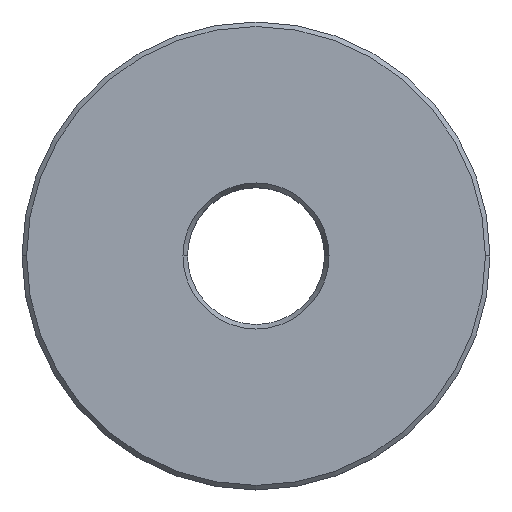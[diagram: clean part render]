
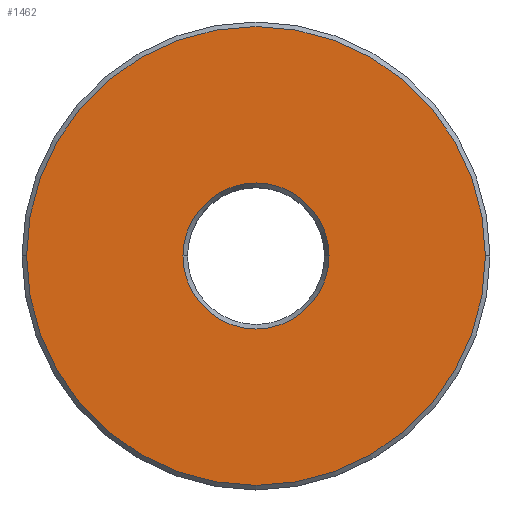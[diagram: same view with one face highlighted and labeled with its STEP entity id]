
A CAD part, top view. The second image highlights one B-rep face of the part: STEP entity #1462.
In plain terms, the highlighted planar face has unit normal (0, 0, 1).
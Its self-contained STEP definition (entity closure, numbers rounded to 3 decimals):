
#42 = EDGE_LOOP ( 'NONE', ( #2129, #2130 ) ) ;
#355 = EDGE_CURVE ( 'NONE', #814, #760, #2651, .T. ) ;
#356 = EDGE_CURVE ( 'NONE', #823, #818, #2660, .T. ) ;
#370 = EDGE_CURVE ( 'NONE', #760, #814, #2681, .T. ) ;
#387 = EDGE_CURVE ( 'NONE', #818, #823, #2708, .T. ) ;
#760 = VERTEX_POINT ( 'NONE', #3053 ) ;
#814 = VERTEX_POINT ( 'NONE', #3058 ) ;
#818 = VERTEX_POINT ( 'NONE', #3064 ) ;
#823 = VERTEX_POINT ( 'NONE', #3060 ) ;
#1021 = AXIS2_PLACEMENT_3D ( 'NONE', #2965, #2966, #2967 ) ;
#1022 = AXIS2_PLACEMENT_3D ( 'NONE', #2968, #2969, #2970 ) ;
#1030 = AXIS2_PLACEMENT_3D ( 'NONE', #3005, #3006, #3007 ) ;
#1037 = AXIS2_PLACEMENT_3D ( 'NONE', #3048, #3049, #3050 ) ;
#1131 = AXIS2_PLACEMENT_3D ( 'NONE', #1603, #1602, #1606 ) ;
#1462 = ADVANCED_FACE ( 'NONE', ( #1781, #1785 ), #1604, .F. ) ;
#1602 = DIRECTION ( 'NONE',  ( 0., 0., -1. ) ) ;
#1603 = CARTESIAN_POINT ( 'NONE',  ( 0., 10.05, 4.5 ) ) ;
#1604 = PLANE ( 'NONE',  #1131 ) ;
#1606 = DIRECTION ( 'NONE',  ( -1., 0., 0. ) ) ;
#1781 = FACE_OUTER_BOUND ( 'NONE', #2049, .T. ) ;
#1785 = FACE_BOUND ( 'NONE', #42, .T. ) ;
#2049 = EDGE_LOOP ( 'NONE', ( #2127, #2128 ) ) ;
#2127 = ORIENTED_EDGE ( 'NONE', *, *, #387, .T. ) ;
#2128 = ORIENTED_EDGE ( 'NONE', *, *, #356, .T. ) ;
#2129 = ORIENTED_EDGE ( 'NONE', *, *, #355, .F. ) ;
#2130 = ORIENTED_EDGE ( 'NONE', *, *, #370, .F. ) ;
#2651 = CIRCLE ( 'NONE', #1021, 3.2 ) ;
#2660 = CIRCLE ( 'NONE', #1022, 10.05 ) ;
#2681 = CIRCLE ( 'NONE', #1030, 3.2 ) ;
#2708 = CIRCLE ( 'NONE', #1037, 10.05 ) ;
#2965 = CARTESIAN_POINT ( 'NONE',  ( 0., 0., 4.5 ) ) ;
#2966 = DIRECTION ( 'NONE',  ( 0., 0., 1. ) ) ;
#2967 = DIRECTION ( 'NONE',  ( 1., 0., 0. ) ) ;
#2968 = CARTESIAN_POINT ( 'NONE',  ( 0., 0., 4.5 ) ) ;
#2969 = DIRECTION ( 'NONE',  ( 0., 0., 1. ) ) ;
#2970 = DIRECTION ( 'NONE',  ( 1., 0., 0. ) ) ;
#3005 = CARTESIAN_POINT ( 'NONE',  ( 0., 0., 4.5 ) ) ;
#3006 = DIRECTION ( 'NONE',  ( 0., 0., 1. ) ) ;
#3007 = DIRECTION ( 'NONE',  ( 1., 0., 0. ) ) ;
#3048 = CARTESIAN_POINT ( 'NONE',  ( 0., 0., 4.5 ) ) ;
#3049 = DIRECTION ( 'NONE',  ( 0., 0., 1. ) ) ;
#3050 = DIRECTION ( 'NONE',  ( 1., 0., 0. ) ) ;
#3053 = CARTESIAN_POINT ( 'NONE',  ( -3.2, 0., 4.5 ) ) ;
#3058 = CARTESIAN_POINT ( 'NONE',  ( 3.2, 0., 4.5 ) ) ;
#3060 = CARTESIAN_POINT ( 'NONE',  ( -10.05, 0., 4.5 ) ) ;
#3064 = CARTESIAN_POINT ( 'NONE',  ( 10.05, 0., 4.5 ) ) ;
